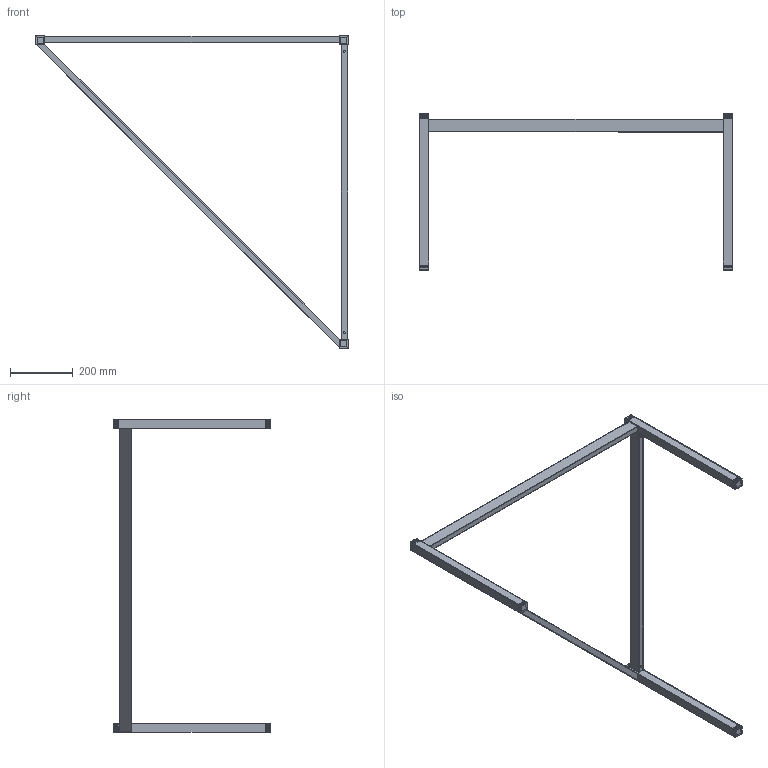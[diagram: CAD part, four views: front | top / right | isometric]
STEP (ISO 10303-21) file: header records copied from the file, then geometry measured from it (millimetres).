
FILE_DESCRIPTION (( 'STEP AP203' ), '1' );
FILE_NAME ('T76400.STEP', '2018-09-06T16:05:14', ( '' ), ( '' ), 'SwSTEP 2.0', 'SolidWorks 2016', '' );
FILE_SCHEMA (( 'CONFIG_CONTROL_DESIGN' ));
Length unit declared in the file: millimetre
Products named in the file (7): 30 X 30 X 1.5 X 494 S275MS_Z040000120; 40 X 20 X 1.5 X 940 S275MS_Z050000028; 40 X 20 X 1.5 X 1369 S275MS; T76400; T77700; TH2955
Assembly tree (13 placements, depth 3):
  T76400
    TH2955
      30 X 30 X 1.5 X 494 S275MS_Z040000120  x3
      40 X 20 X 1.5 X 940 S275MS_Z050000028
      40 X 20 X 1.5 X 940 S275MS_Z050000028
      40 X 20 X 1.5 X 1369 S275MS
    T77700  x6
Bounding box: 1000 x 502 x 1000 mm (x, y, z)
Volume: 827470.2 mm3; surface area: 1096603.3 mm2
Topology: 12 solids, 12 shells, 508 faces, 1260 edges, 824 vertices
Faces by surface type: plane 336, cylinder 148, torus 24
Entity records: 4877 total; most frequent: CARTESIAN_POINT 715, DIRECTION 690, ORIENTED_EDGE 656, EDGE_CURVE 328, VECTOR 244, LINE 244, AXIS2_PLACEMENT_3D 223, VERTEX_POINT 216
